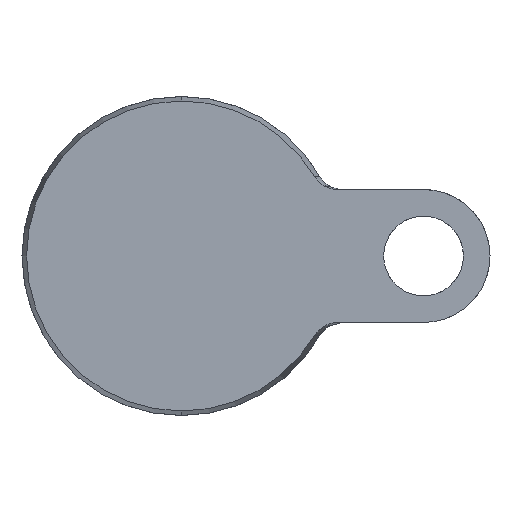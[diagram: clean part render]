
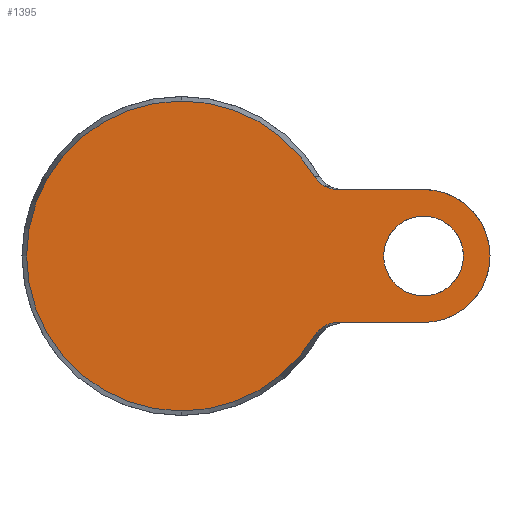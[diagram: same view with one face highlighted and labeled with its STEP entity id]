
A CAD part, front view. The second image highlights one B-rep face of the part: STEP entity #1395.
In plain terms, the highlighted planar face has unit normal (0, -1, 0).
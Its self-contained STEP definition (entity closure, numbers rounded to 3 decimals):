
#10 = CARTESIAN_POINT ( 'NONE',  ( 25.011, 0., 14.959 ) ) ;
#29 = CARTESIAN_POINT ( 'NONE',  ( 0., 0., -29.143 ) ) ;
#42 = CARTESIAN_POINT ( 'NONE',  ( 27.662, 0., -12.789 ) ) ;
#56 = DIRECTION ( 'NONE',  ( 0., 0., -1. ) ) ;
#61 = ORIENTED_EDGE ( 'NONE', *, *, #921, .T. ) ;
#66 = CARTESIAN_POINT ( 'NONE',  ( 0., 0., 0. ) ) ;
#67 = ORIENTED_EDGE ( 'NONE', *, *, #474, .F. ) ;
#74 = EDGE_CURVE ( 'NONE', #1369, #1375, #779, .T. ) ;
#81 = PLANE ( 'NONE',  #835 ) ;
#115 = VERTEX_POINT ( 'NONE', #1421 ) ;
#118 = CARTESIAN_POINT ( 'NONE',  ( 25.507, 0., 14.24 ) ) ;
#132 = CARTESIAN_POINT ( 'NONE',  ( 25.011, 0., 14.959 ) ) ;
#161 = CARTESIAN_POINT ( 'NONE',  ( 25.977, 0., -13.784 ) ) ;
#194 = EDGE_CURVE ( 'NONE', #493, #1257, #1271, .T. ) ;
#195 = CARTESIAN_POINT ( 'NONE',  ( 45.5, 0., 7.5 ) ) ;
#222 = EDGE_CURVE ( 'NONE', #1375, #1369, #943, .T. ) ;
#235 = AXIS2_PLACEMENT_3D ( 'NONE', #66, #292, #434 ) ;
#242 = VECTOR ( 'NONE', #785, 1000. ) ;
#277 = LINE ( 'NONE', #401, #242 ) ;
#280 = CARTESIAN_POINT ( 'NONE',  ( 27.255, 0., -12.953 ) ) ;
#282 = CARTESIAN_POINT ( 'NONE',  ( 25.011, 0., -14.959 ) ) ;
#288 = AXIS2_PLACEMENT_3D ( 'NONE', #684, #1537, #540 ) ;
#292 = DIRECTION ( 'NONE',  ( 0., -1., 0. ) ) ;
#324 = EDGE_CURVE ( 'NONE', #1109, #115, #277, .T. ) ;
#325 = CARTESIAN_POINT ( 'NONE',  ( -29.143, 0., 0. ) ) ;
#341 = EDGE_LOOP ( 'NONE', ( #427, #557, #61, #1101, #1581, #1384, #985, #67 ) ) ;
#348 = FACE_OUTER_BOUND ( 'NONE', #341, .T. ) ;
#358 = LINE ( 'NONE', #588, #412 ) ;
#361 = AXIS2_PLACEMENT_3D ( 'NONE', #1543, #416, #521 ) ;
#375 = CARTESIAN_POINT ( 'NONE',  ( 26.495, 0., 13.38 ) ) ;
#381 = AXIS2_PLACEMENT_3D ( 'NONE', #1139, #1040, #56 ) ;
#395 = CARTESIAN_POINT ( 'NONE',  ( 29.374, 0., -12.5 ) ) ;
#397 = EDGE_CURVE ( 'NONE', #594, #847, #1019, .T. ) ;
#401 = CARTESIAN_POINT ( 'NONE',  ( 15., 0., 12.5 ) ) ;
#412 = VECTOR ( 'NONE', #1086, 1000. ) ;
#416 = DIRECTION ( 'NONE',  ( 0., 1., 0. ) ) ;
#427 = ORIENTED_EDGE ( 'NONE', *, *, #324, .F. ) ;
#429 = DIRECTION ( 'NONE',  ( 0., 1., 0. ) ) ;
#434 = DIRECTION ( 'NONE',  ( 0., 0., -1. ) ) ;
#450 = DIRECTION ( 'NONE',  ( 0., 0., 1. ) ) ;
#453 = CARTESIAN_POINT ( 'NONE',  ( 0., 0., 29.143 ) ) ;
#457 = FACE_BOUND ( 'NONE', #1114, .T. ) ;
#474 = EDGE_CURVE ( 'NONE', #115, #1607, #604, .T. ) ;
#475 = CARTESIAN_POINT ( 'NONE',  ( 27.057, 0., 13.048 ) ) ;
#493 = VERTEX_POINT ( 'NONE', #1473 ) ;
#519 = EDGE_CURVE ( 'NONE', #1607, #1257, #358, .T. ) ;
#521 = DIRECTION ( 'NONE',  ( 0., 0., 1. ) ) ;
#540 = DIRECTION ( 'NONE',  ( 0., 0., -1. ) ) ;
#557 = ORIENTED_EDGE ( 'NONE', *, *, #1159, .T. ) ;
#588 = CARTESIAN_POINT ( 'NONE',  ( 15., 0., -12.5 ) ) ;
#594 = VERTEX_POINT ( 'NONE', #453 ) ;
#604 = CIRCLE ( 'NONE', #1201, 12.5 ) ;
#631 = CARTESIAN_POINT ( 'NONE',  ( 29.374, 0., 12.5 ) ) ;
#656 = CARTESIAN_POINT ( 'NONE',  ( 28.503, 0., -12.556 ) ) ;
#658 = CARTESIAN_POINT ( 'NONE',  ( 26.146, 0., -13.64 ) ) ;
#666 = DIRECTION ( 'NONE',  ( 0., 0., -1. ) ) ;
#682 = ORIENTED_EDGE ( 'NONE', *, *, #74, .T. ) ;
#684 = CARTESIAN_POINT ( 'NONE',  ( 0., 0., 0. ) ) ;
#691 = VERTEX_POINT ( 'NONE', #132 ) ;
#779 = CIRCLE ( 'NONE', #836, 7.5 ) ;
#780 = CARTESIAN_POINT ( 'NONE',  ( 25.237, 0., -14.58 ) ) ;
#785 = DIRECTION ( 'NONE',  ( 1., 0., 0. ) ) ;
#787 = CARTESIAN_POINT ( 'NONE',  ( 27.871, 0., -12.72 ) ) ;
#796 = ORIENTED_EDGE ( 'NONE', *, *, #222, .T. ) ;
#835 = AXIS2_PLACEMENT_3D ( 'NONE', #325, #850, #450 ) ;
#836 = AXIS2_PLACEMENT_3D ( 'NONE', #1033, #1156, #1186 ) ;
#847 = VERTEX_POINT ( 'NONE', #29 ) ;
#850 = DIRECTION ( 'NONE',  ( 0., 1., 0. ) ) ;
#858 = CARTESIAN_POINT ( 'NONE',  ( 26.144, 0., 13.642 ) ) ;
#882 = CARTESIAN_POINT ( 'NONE',  ( 25.976, 0., 13.785 ) ) ;
#921 = EDGE_CURVE ( 'NONE', #691, #594, #1299, .T. ) ;
#943 = CIRCLE ( 'NONE', #361, 7.5 ) ;
#978 = CARTESIAN_POINT ( 'NONE',  ( 26.678, 0., 13.261 ) ) ;
#985 = ORIENTED_EDGE ( 'NONE', *, *, #519, .F. ) ;
#1019 = CIRCLE ( 'NONE', #288, 29.143 ) ;
#1033 = CARTESIAN_POINT ( 'NONE',  ( 45.5, 0., 0. ) ) ;
#1040 = DIRECTION ( 'NONE',  ( 0., -1., 0. ) ) ;
#1041 = CARTESIAN_POINT ( 'NONE',  ( 29.374, 0., -12.5 ) ) ;
#1046 = CARTESIAN_POINT ( 'NONE',  ( 45.5, 0., 0. ) ) ;
#1086 = DIRECTION ( 'NONE',  ( -1., 0., 0. ) ) ;
#1092 = CIRCLE ( 'NONE', #381, 29.143 ) ;
#1101 = ORIENTED_EDGE ( 'NONE', *, *, #397, .T. ) ;
#1103 = CARTESIAN_POINT ( 'NONE',  ( 29.374, 0., 12.5 ) ) ;
#1109 = VERTEX_POINT ( 'NONE', #1103 ) ;
#1114 = EDGE_LOOP ( 'NONE', ( #796, #682 ) ) ;
#1126 = CARTESIAN_POINT ( 'NONE',  ( 25.237, 0., 14.58 ) ) ;
#1132 = CARTESIAN_POINT ( 'NONE',  ( 28.502, 0., 12.556 ) ) ;
#1139 = CARTESIAN_POINT ( 'NONE',  ( 0., 0., 0. ) ) ;
#1149 = CARTESIAN_POINT ( 'NONE',  ( 26.497, 0., -13.379 ) ) ;
#1156 = DIRECTION ( 'NONE',  ( 0., 1., 0. ) ) ;
#1159 = EDGE_CURVE ( 'NONE', #1109, #691, #1386, .T. ) ;
#1186 = DIRECTION ( 'NONE',  ( 0., 0., 1. ) ) ;
#1201 = AXIS2_PLACEMENT_3D ( 'NONE', #1046, #429, #666 ) ;
#1218 = EDGE_CURVE ( 'NONE', #847, #493, #1092, .T. ) ;
#1235 = CARTESIAN_POINT ( 'NONE',  ( 27.253, 0., 12.954 ) ) ;
#1257 = VERTEX_POINT ( 'NONE', #395 ) ;
#1271 = B_SPLINE_CURVE_WITH_KNOTS ( 'NONE', 3,
 ( #282, #780, #1280, #161, #658, #1149, #1548, #280, #42, #787, #656, #1532, #1041 ),
 .UNSPECIFIED., .F., .F.,
 ( 4, 2, 2, 1, 2, 2, 4 ),
 ( 0., 0.001, 0.002, 0.003, 0.003, 0.004, 0.005 ),
 .UNSPECIFIED. ) ;
#1280 = CARTESIAN_POINT ( 'NONE',  ( 25.508, 0., -14.24 ) ) ;
#1299 = CIRCLE ( 'NONE', #235, 29.143 ) ;
#1369 = VERTEX_POINT ( 'NONE', #195 ) ;
#1374 = CARTESIAN_POINT ( 'NONE',  ( 28.933, 0., 12.5 ) ) ;
#1375 = VERTEX_POINT ( 'NONE', #1444 ) ;
#1384 = ORIENTED_EDGE ( 'NONE', *, *, #194, .T. ) ;
#1386 = B_SPLINE_CURVE_WITH_KNOTS ( 'NONE', 3,
 ( #631, #1374, #1132, #1616, #1499, #1235, #475, #978, #375, #858, #882, #118, #1126, #10 ),
 .UNSPECIFIED., .F., .F.,
 ( 4, 2, 2, 2, 2, 2, 4 ),
 ( 0., 0.001, 0.002, 0.003, 0.003, 0.004, 0.005 ),
 .UNSPECIFIED. ) ;
#1395 = ADVANCED_FACE ( 'NONE', ( #348, #457 ), #81, .F. ) ;
#1421 = CARTESIAN_POINT ( 'NONE',  ( 45.5, 0., 12.5 ) ) ;
#1424 = CARTESIAN_POINT ( 'NONE',  ( 45.5, 0., -12.5 ) ) ;
#1444 = CARTESIAN_POINT ( 'NONE',  ( 45.5, 0., -7.5 ) ) ;
#1473 = CARTESIAN_POINT ( 'NONE',  ( 25.011, 0., -14.959 ) ) ;
#1499 = CARTESIAN_POINT ( 'NONE',  ( 27.659, 0., 12.79 ) ) ;
#1532 = CARTESIAN_POINT ( 'NONE',  ( 28.933, 0., -12.5 ) ) ;
#1537 = DIRECTION ( 'NONE',  ( 0., -1., 0. ) ) ;
#1543 = CARTESIAN_POINT ( 'NONE',  ( 45.5, 0., 0. ) ) ;
#1548 = CARTESIAN_POINT ( 'NONE',  ( 26.862, 0., -13.142 ) ) ;
#1581 = ORIENTED_EDGE ( 'NONE', *, *, #1218, .T. ) ;
#1607 = VERTEX_POINT ( 'NONE', #1424 ) ;
#1616 = CARTESIAN_POINT ( 'NONE',  ( 27.869, 0., 12.721 ) ) ;
